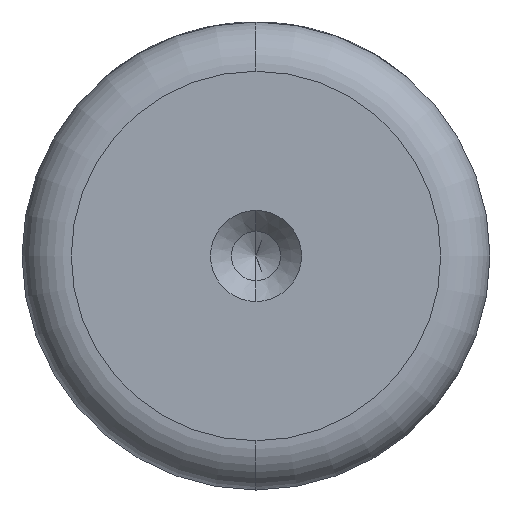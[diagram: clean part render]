
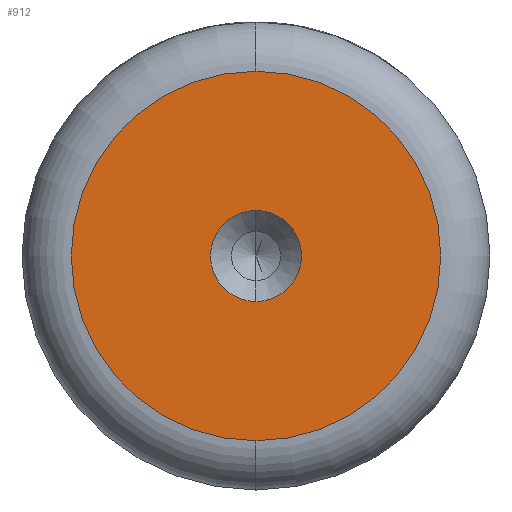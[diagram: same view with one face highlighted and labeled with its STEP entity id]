
A CAD part, left-side view. The second image highlights one B-rep face of the part: STEP entity #912.
In plain terms, the highlighted planar face has unit normal (-1, 0, 0).
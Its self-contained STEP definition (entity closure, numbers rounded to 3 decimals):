
#138 = DIRECTION ( 'NONE',  ( -1., 0., 0. ) ) ;
#166 = EDGE_CURVE ( 'NONE', #241, #409, #492, .T. ) ;
#241 = VERTEX_POINT ( 'NONE', #361 ) ;
#245 = EDGE_CURVE ( 'NONE', #851, #958, #1355, .T. ) ;
#253 = EDGE_CURVE ( 'NONE', #409, #241, #304, .T. ) ;
#304 = CIRCLE ( 'NONE', #1057, 7.5 ) ;
#322 = EDGE_LOOP ( 'NONE', ( #680, #580 ) ) ;
#361 = CARTESIAN_POINT ( 'NONE',  ( 0., 0., 7.5 ) ) ;
#364 = CARTESIAN_POINT ( 'NONE',  ( 0., 0., 0. ) ) ;
#378 = PLANE ( 'NONE',  #996 ) ;
#409 = VERTEX_POINT ( 'NONE', #908 ) ;
#474 = DIRECTION ( 'NONE',  ( 0., 0., 1. ) ) ;
#483 = EDGE_LOOP ( 'NONE', ( #978, #1342 ) ) ;
#492 = CIRCLE ( 'NONE', #1090, 7.5 ) ;
#493 = DIRECTION ( 'NONE',  ( 0., 0., 1. ) ) ;
#511 = DIRECTION ( 'NONE',  ( -1., 0., 0. ) ) ;
#533 = CIRCLE ( 'NONE', #882, 1.85 ) ;
#555 = CARTESIAN_POINT ( 'NONE',  ( 0., 0., 0. ) ) ;
#580 = ORIENTED_EDGE ( 'NONE', *, *, #253, .T. ) ;
#585 = FACE_OUTER_BOUND ( 'NONE', #322, .T. ) ;
#657 = DIRECTION ( 'NONE',  ( 0., 0., 1. ) ) ;
#675 = DIRECTION ( 'NONE',  ( -1., 0., 0. ) ) ;
#680 = ORIENTED_EDGE ( 'NONE', *, *, #166, .T. ) ;
#851 = VERTEX_POINT ( 'NONE', #1195 ) ;
#882 = AXIS2_PLACEMENT_3D ( 'NONE', #1125, #511, #1210 ) ;
#895 = CARTESIAN_POINT ( 'NONE',  ( 0., 0., 0. ) ) ;
#908 = CARTESIAN_POINT ( 'NONE',  ( 0., 0., -7.5 ) ) ;
#912 = ADVANCED_FACE ( 'NONE', ( #1173, #585 ), #378, .T. ) ;
#958 = VERTEX_POINT ( 'NONE', #1198 ) ;
#978 = ORIENTED_EDGE ( 'NONE', *, *, #245, .F. ) ;
#996 = AXIS2_PLACEMENT_3D ( 'NONE', #895, #138, #493 ) ;
#1057 = AXIS2_PLACEMENT_3D ( 'NONE', #364, #1089, #474 ) ;
#1064 = AXIS2_PLACEMENT_3D ( 'NONE', #1277, #675, #1364 ) ;
#1089 = DIRECTION ( 'NONE',  ( -1., 0., 0. ) ) ;
#1090 = AXIS2_PLACEMENT_3D ( 'NONE', #555, #1262, #657 ) ;
#1107 = EDGE_CURVE ( 'NONE', #958, #851, #533, .T. ) ;
#1125 = CARTESIAN_POINT ( 'NONE',  ( 0., 0., 0. ) ) ;
#1173 = FACE_BOUND ( 'NONE', #483, .T. ) ;
#1195 = CARTESIAN_POINT ( 'NONE',  ( 0., 0., 1.85 ) ) ;
#1198 = CARTESIAN_POINT ( 'NONE',  ( 0., 0., -1.85 ) ) ;
#1210 = DIRECTION ( 'NONE',  ( 0., 0., 1. ) ) ;
#1262 = DIRECTION ( 'NONE',  ( -1., 0., 0. ) ) ;
#1277 = CARTESIAN_POINT ( 'NONE',  ( 0., 0., 0. ) ) ;
#1342 = ORIENTED_EDGE ( 'NONE', *, *, #1107, .F. ) ;
#1355 = CIRCLE ( 'NONE', #1064, 1.85 ) ;
#1364 = DIRECTION ( 'NONE',  ( 0., 0., 1. ) ) ;
